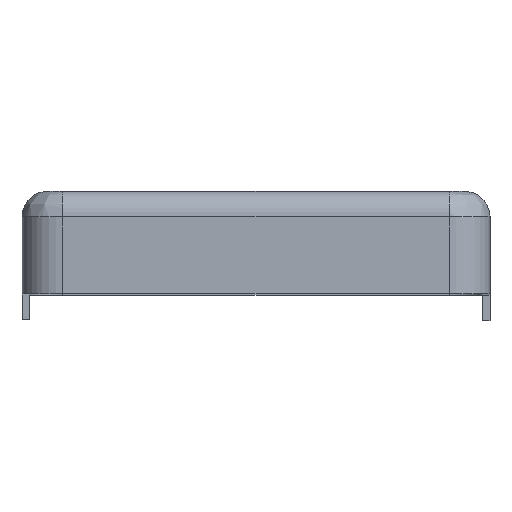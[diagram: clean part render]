
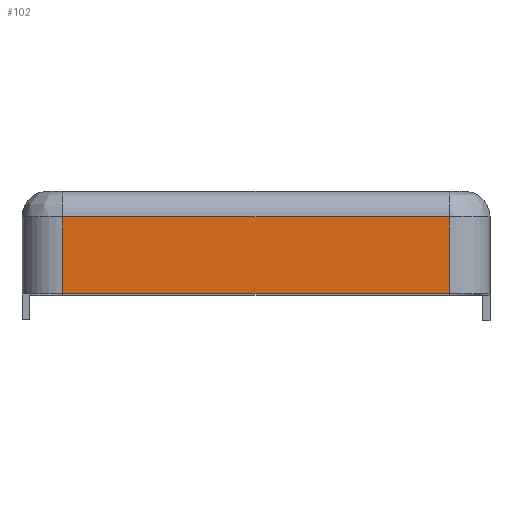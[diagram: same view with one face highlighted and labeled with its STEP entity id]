
A CAD part, top view. The second image highlights one B-rep face of the part: STEP entity #102.
In plain terms, the highlighted planar face has unit normal (0, 0, 1).
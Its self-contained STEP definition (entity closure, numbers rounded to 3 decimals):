
#102 = ADVANCED_FACE( 'NONE', ( #272 ), #273, .T. );
#272 = FACE_OUTER_BOUND( '', #529, .T. );
#273 = PLANE( '', #530 );
#529 = EDGE_LOOP( '', ( #961, #962, #963, #964 ) );
#530 = AXIS2_PLACEMENT_3D( '', #965, #966, #967 );
#961 = ORIENTED_EDGE( '', *, *, #1638, .T. );
#962 = ORIENTED_EDGE( '', *, *, #1639, .F. );
#963 = ORIENTED_EDGE( '', *, *, #1633, .F. );
#964 = ORIENTED_EDGE( '', *, *, #1640, .T. );
#965 = CARTESIAN_POINT( '', ( -7.55, 0., 20. ) );
#966 = DIRECTION( '', ( 0., 0., 1. ) );
#967 = DIRECTION( '', ( 1., 0., 0. ) );
#1633 = EDGE_CURVE( 'NONE', #1909, #1910, #1911, .T. );
#1638 = EDGE_CURVE( 'NONE', #1918, #1919, #1920, .T. );
#1639 = EDGE_CURVE( 'NONE', #1910, #1919, #1921, .T. );
#1640 = EDGE_CURVE( 'NONE', #1909, #1918, #1922, .T. );
#1909 = VERTEX_POINT( 'NONE', #2317 );
#1910 = VERTEX_POINT( 'NONE', #2318 );
#1911 = LINE( '', #2319, #2320 );
#1918 = VERTEX_POINT( 'NONE', #2328 );
#1919 = VERTEX_POINT( 'NONE', #2329 );
#1920 = LINE( '', #2330, #2331 );
#1921 = LINE( '', #2332, #2333 );
#1922 = LINE( '', #2334, #2335 );
#2317 = CARTESIAN_POINT( '', ( -7.55, -1., 20. ) );
#2318 = CARTESIAN_POINT( '', ( 7.55, -1., 20. ) );
#2319 = CARTESIAN_POINT( '', ( -7.55, -1., 20. ) );
#2320 = VECTOR( '', #2836, 1000. );
#2328 = CARTESIAN_POINT( '', ( -7.55, -4., 20. ) );
#2329 = CARTESIAN_POINT( '', ( 7.55, -4., 20. ) );
#2330 = CARTESIAN_POINT( '', ( -7.55, -4., 20. ) );
#2331 = VECTOR( '', #2844, 1000. );
#2332 = CARTESIAN_POINT( '', ( 7.55, 0., 20. ) );
#2333 = VECTOR( '', #2845, 1000. );
#2334 = CARTESIAN_POINT( '', ( -7.55, 0., 20. ) );
#2335 = VECTOR( '', #2846, 1000. );
#2836 = DIRECTION( '', ( 1., 0., 0. ) );
#2844 = DIRECTION( '', ( 1., 0., 0. ) );
#2845 = DIRECTION( '', ( 0., -1., 0. ) );
#2846 = DIRECTION( '', ( 0., -1., 0. ) );
